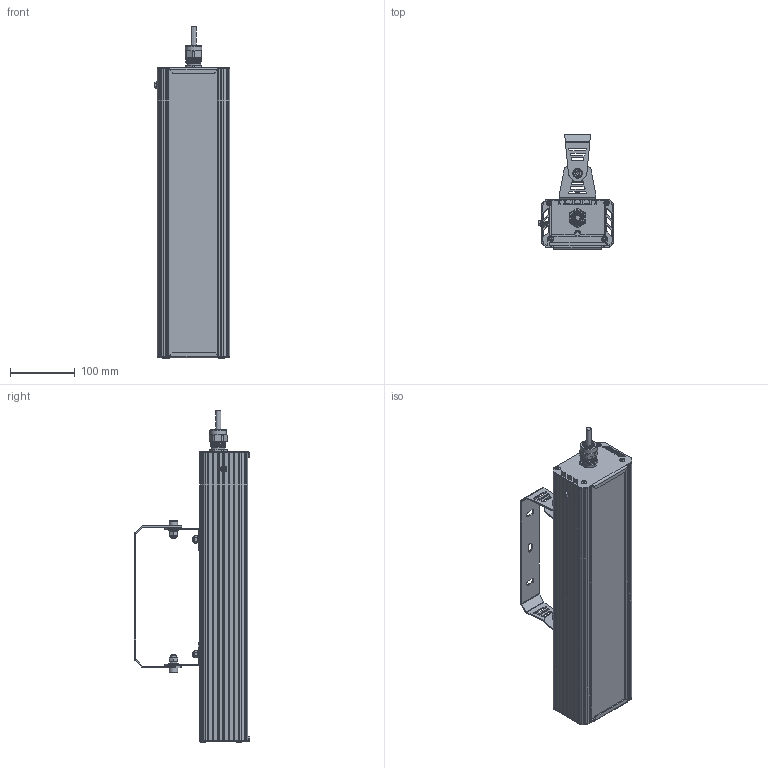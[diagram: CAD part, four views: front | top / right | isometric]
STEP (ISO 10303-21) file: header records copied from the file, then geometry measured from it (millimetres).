
FILE_DESCRIPTION(('STEP AP214'), '1');
FILE_NAME('001.0092.00.018 - ÃÑÏ-Ïðèìà-Îïòèê-2Åõ60', '', ('UNSPECIFIED'), ('UNSPECIFIED'), 'C3D Converter', 'C3D Toolkit', '');
FILE_SCHEMA(('AUTOMOTIVE_DESIGN { 1 0 10303 214 3 1 1}'));
Length unit declared in the file: millimetre
Products named in the file (45): 001.0092.00.018; #2843; #2902; #2961; #3020; #3105; #3164; #3223; #3282
Assembly tree (71 placements, depth 4):
  001.0092.00.018
    (unnamed)
      (unnamed)  x4
      (unnamed)  x4
      (unnamed)
      (unnamed)
      (unnamed)
      (unnamed)
      (unnamed)
      (unnamed)
      (unnamed)
      (unnamed)
      (unnamed)
      (unnamed)
      (unnamed)
        (unnamed)
    (unnamed)  x6
      (unnamed)
      (unnamed)
      (unnamed)
      (unnamed)
      (unnamed)
      (unnamed)
      (unnamed)
      (unnamed)
      (unnamed)
      (unnamed)
    (unnamed)
      (unnamed)
      (unnamed)
      (unnamed)  x2
      (unnamed)
      (unnamed)
      (unnamed)
      (unnamed)
      (unnamed)
      #2843
      #2902
      #2961
      #3020  x2
      #3105
      #3164
      #3223
      #3282
      (unnamed)
Bounding box: 117.15 x 178.44 x 514.5 mm (x, y, z)
Volume: 1000475 mm3; surface area: 824228.2 mm2
Topology: 249 solids, 249 shells, 3565 faces, 8239 edges, 5498 vertices
Faces by surface type: plane 2447, cylinder 910, bspline 107, cone 77, sphere 18, torus 6
Full cylindrical faces by diameter (mm): 1 x18, 2 x12, 2.5 x24, 2.8 x150, 3.2 x18, 3.5 x36, 4 x9, 4.917 x2, 5 x3, 6 x5, 6.6 x2, 6.647 x2, 7 x2, 8 x10, 8.5 x4, 9 x82, 10 x1, 11 x2, 12.5 x1, 13 x3, 15 x4, 16 x1, 17 x1, 18 x1, 18.5 x1, 19 x1, 20 x1, 21.5 x1, 22 x2, 25.5 x1
Entity records: 91223 total; most frequent: CARTESIAN_POINT 46707, DIRECTION 8376, ORIENTED_EDGE 7186, EDGE_CURVE 3593, AXIS2_PLACEMENT_3D 3038, VERTEX_POINT 2489, LINE 2300, VECTOR 2300
